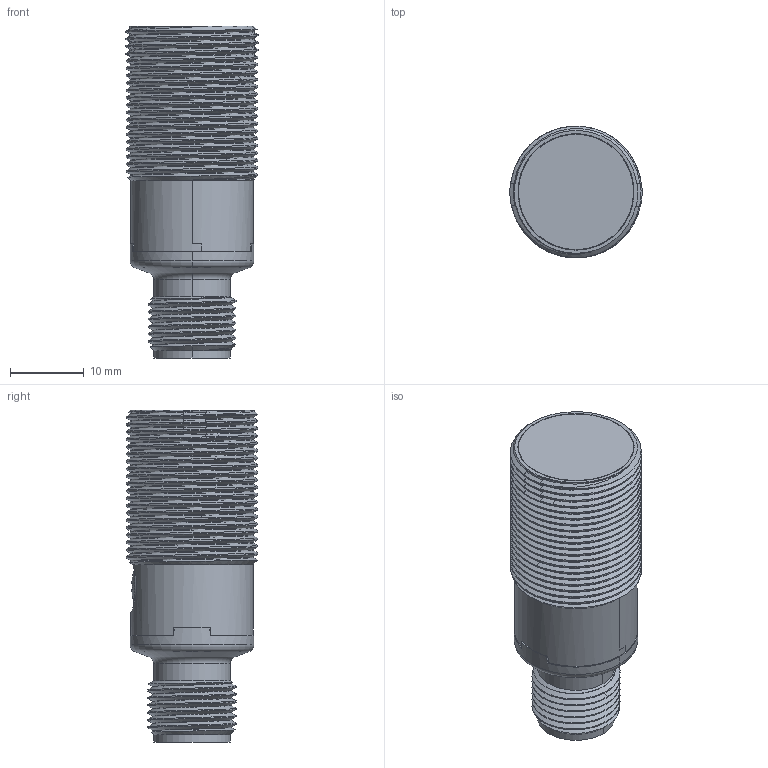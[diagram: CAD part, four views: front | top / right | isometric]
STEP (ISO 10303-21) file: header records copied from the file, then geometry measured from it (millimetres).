
FILE_DESCRIPTION((''),'2;1');
FILE_NAME('CAD-A030_SW0001','2021-02-03T12:39:21',('xmao'),(''),'CREO PARAMETRIC BY PTC INC, 2019292','CREO PARAMETRIC BY PTC INC, 2019292','');
FILE_SCHEMA(('CONFIG_CONTROL_DESIGN','SHAPE_APPEARANCE_LAYERS_GROUPS'));
Length unit declared in the file: millimetre
Products named in the file (1): CAD-A030_SW0001
Bounding box: 18 x 17.87 x 45.1 mm (x, y, z)
Volume: 8210.1 mm3; surface area: 4026.7 mm2
Topology: 1 solids, 1 shells, 384 faces, 1067 edges, 701 vertices
Faces by surface type: cylinder 137, plane 126, bspline 85, cone 25, torus 7, sphere 4
Entity records: 32135 total; most frequent: CARTESIAN_POINT 20065, ORIENTED_EDGE 2106, DIRECTION 1419, PRESENTATION_STYLE_ASSIGNMENT 1066, STYLED_ITEM 1065, CURVE_STYLE 1064, EDGE_CURVE 1053, VERTEX_POINT 681
